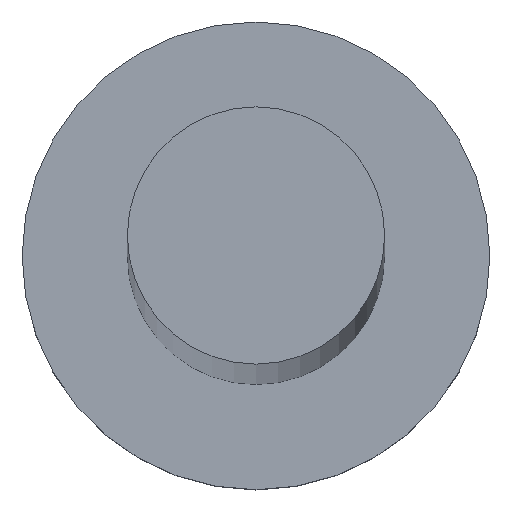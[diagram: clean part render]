
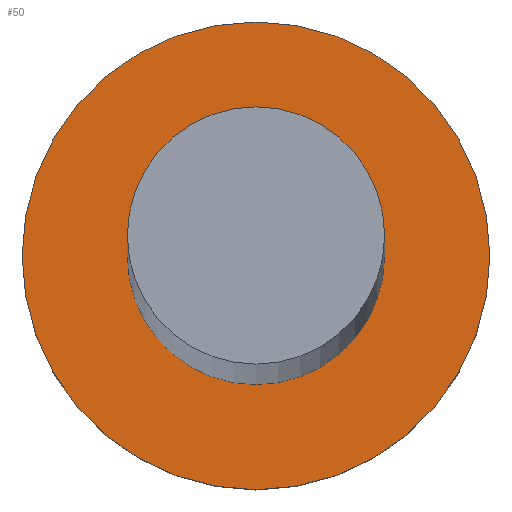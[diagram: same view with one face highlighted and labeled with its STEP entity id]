
A CAD part, top view. The second image highlights one B-rep face of the part: STEP entity #50.
In plain terms, the highlighted planar face has unit normal (0, 0, 1).
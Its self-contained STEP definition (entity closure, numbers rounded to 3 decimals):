
#2 = DIRECTION ( 'NONE',  ( 0., 0., 1. ) ) ;
#8 = CIRCLE ( 'NONE', #187, 2.75 ) ;
#16 = ORIENTED_EDGE ( 'NONE', *, *, #95, .F. ) ;
#18 = DIRECTION ( 'NONE',  ( 1., 0., 0. ) ) ;
#20 = DIRECTION ( 'NONE',  ( 0., 0., 1. ) ) ;
#22 = EDGE_CURVE ( 'NONE', #65, #126, #80, .T. ) ;
#26 = DIRECTION ( 'NONE',  ( 0., 0., 1. ) ) ;
#35 = DIRECTION ( 'NONE',  ( 1., 0., 0. ) ) ;
#47 = EDGE_CURVE ( 'NONE', #126, #65, #133, .T. ) ;
#50 = ADVANCED_FACE ( 'NONE', ( #96, #78 ), #219, .T. ) ;
#55 = VERTEX_POINT ( 'NONE', #158 ) ;
#56 = CARTESIAN_POINT ( 'NONE',  ( -2.75, 0., 3. ) ) ;
#61 = CARTESIAN_POINT ( 'NONE',  ( 0., 0., 3. ) ) ;
#65 = VERTEX_POINT ( 'NONE', #81 ) ;
#73 = ORIENTED_EDGE ( 'NONE', *, *, #47, .T. ) ;
#78 = FACE_OUTER_BOUND ( 'NONE', #255, .T. ) ;
#80 = CIRCLE ( 'NONE', #208, 5. ) ;
#81 = CARTESIAN_POINT ( 'NONE',  ( 5., 0., 3. ) ) ;
#89 = DIRECTION ( 'NONE',  ( 1., 0., 0. ) ) ;
#91 = VERTEX_POINT ( 'NONE', #56 ) ;
#94 = AXIS2_PLACEMENT_3D ( 'NONE', #201, #97, #35 ) ;
#95 = EDGE_CURVE ( 'NONE', #55, #91, #8, .T. ) ;
#96 = FACE_BOUND ( 'NONE', #218, .T. ) ;
#97 = DIRECTION ( 'NONE',  ( 0., 0., 1. ) ) ;
#98 = ORIENTED_EDGE ( 'NONE', *, *, #22, .T. ) ;
#100 = DIRECTION ( 'NONE',  ( 1., 0., 0. ) ) ;
#112 = AXIS2_PLACEMENT_3D ( 'NONE', #61, #26, #89 ) ;
#123 = CARTESIAN_POINT ( 'NONE',  ( 0., 0., 3. ) ) ;
#126 = VERTEX_POINT ( 'NONE', #188 ) ;
#133 = CIRCLE ( 'NONE', #94, 5. ) ;
#138 = AXIS2_PLACEMENT_3D ( 'NONE', #123, #2, #179 ) ;
#144 = CARTESIAN_POINT ( 'NONE',  ( 0., 0., 3. ) ) ;
#158 = CARTESIAN_POINT ( 'NONE',  ( 2.75, 0., 3. ) ) ;
#179 = DIRECTION ( 'NONE',  ( 1., 0., 0. ) ) ;
#187 = AXIS2_PLACEMENT_3D ( 'NONE', #144, #20, #100 ) ;
#188 = CARTESIAN_POINT ( 'NONE',  ( -5., 0., 3. ) ) ;
#197 = ORIENTED_EDGE ( 'NONE', *, *, #245, .F. ) ;
#201 = CARTESIAN_POINT ( 'NONE',  ( 0., 0., 3. ) ) ;
#208 = AXIS2_PLACEMENT_3D ( 'NONE', #212, #214, #18 ) ;
#212 = CARTESIAN_POINT ( 'NONE',  ( 0., 0., 3. ) ) ;
#214 = DIRECTION ( 'NONE',  ( 0., 0., 1. ) ) ;
#217 = CIRCLE ( 'NONE', #112, 2.75 ) ;
#218 = EDGE_LOOP ( 'NONE', ( #197, #16 ) ) ;
#219 = PLANE ( 'NONE',  #138 ) ;
#245 = EDGE_CURVE ( 'NONE', #91, #55, #217, .T. ) ;
#255 = EDGE_LOOP ( 'NONE', ( #73, #98 ) ) ;
